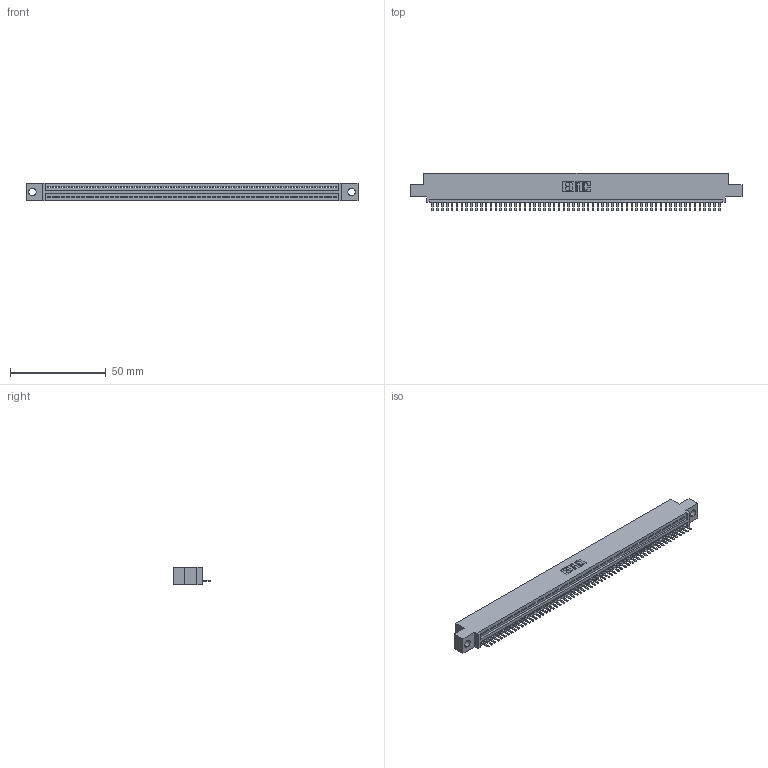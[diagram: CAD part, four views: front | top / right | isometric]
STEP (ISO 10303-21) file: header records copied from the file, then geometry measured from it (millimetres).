
FILE_DESCRIPTION (( 'STEP AP203' ), '1' );
FILE_NAME ('395-060-520-404.STEP', '2019-10-24T11:01:04', ( '' ), ( '' ), 'SwSTEP 2.0', 'SolidWorks 2016', '' );
FILE_SCHEMA (( 'CONFIG_CONTROL_DESIGN' ));
Length unit declared in the file: inch
Products named in the file (3): 345 Part_0.110 Offset - 0.156 Dia-TH; 395-060-520-404; 345-292-001_345-293-120
Assembly tree (61 placements, depth 2):
  395-060-520-404
    345 Part_0.110 Offset - 0.156 Dia-TH
    345-292-001_345-293-120  x60
Bounding box: 173.61 x 19.68 x 9.4 mm (x, y, z)
Volume: 16303.2 mm3; surface area: 21236.1 mm2
Topology: 61 solids, 61 shells, 3850 faces, 11393 edges, 7434 vertices
Faces by surface type: plane 2604, cylinder 1246
Entity records: 42983 total; most frequent: CARTESIAN_POINT 7464, ORIENTED_EDGE 7446, DIRECTION 6479, EDGE_CURVE 3723, LINE 3347, VECTOR 3347, VERTEX_POINT 2478, AXIS2_PLACEMENT_3D 1566
